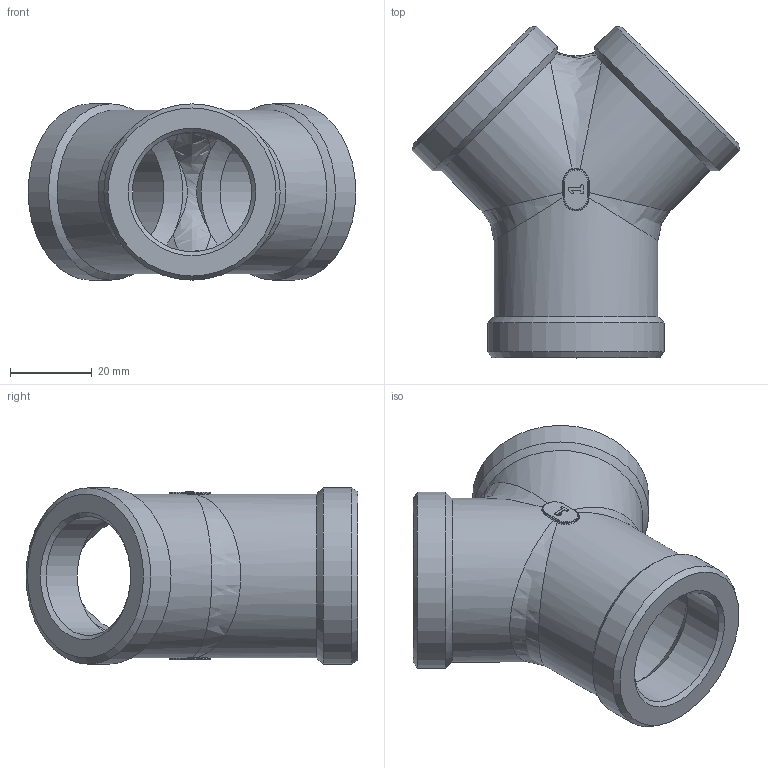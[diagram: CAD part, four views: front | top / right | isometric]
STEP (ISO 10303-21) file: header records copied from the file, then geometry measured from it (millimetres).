
FILE_DESCRIPTION(/* description */ ('Unknown'),/* implementation_level */ '2;1');
FILE_NAME(/* name */ '20201124-R-308-L-013-DN25',/* time_stamp */ '2020-11-24T09:43:08+08:00',/* author */ ('Unknown'),/* organization */ ('Unknown'),/* preprocessor_version */ 'ST-DEVELOPER v16.7',/* originating_system */ 'DEX',/* authorisation */ $);
FILE_SCHEMA (('AUTOMOTIVE_DESIGN {1 0 10303 214 3 1 1}'));
Length unit declared in the file: millimetre
Products named in the file (1): R-308-DN25
Bounding box: 79.9 x 80.95 x 43 mm (x, y, z)
Volume: 42195.1 mm3; surface area: 23472.9 mm2
Topology: 1 solids, 1 shells, 95 faces, 232 edges, 133 vertices
Faces by surface type: bspline 30, cylinder 30, plane 19, cone 12, torus 4
Full cylindrical faces by diameter (mm): 29.1 x3, 35.6 x1, 40 x1, 43 x3
Entity records: 4708 total; most frequent: CARTESIAN_POINT 2823, ORIENTED_EDGE 400, DIRECTION 321, EDGE_CURVE 200, AXIS2_PLACEMENT_3D 134, VERTEX_POINT 127, EDGE_LOOP 119, FACE_BOUND 119
